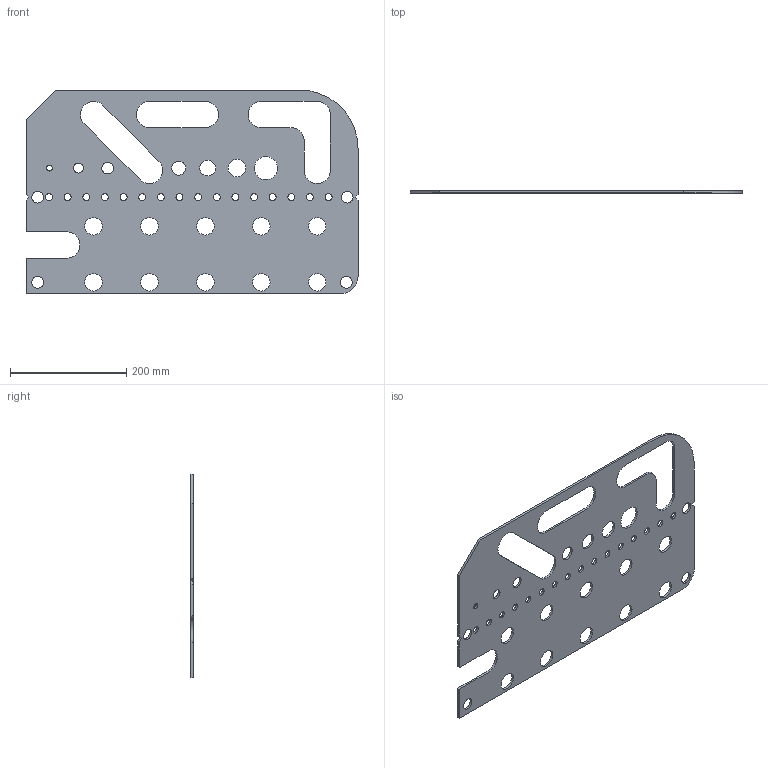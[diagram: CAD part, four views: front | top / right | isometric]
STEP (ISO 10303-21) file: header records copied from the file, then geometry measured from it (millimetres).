
FILE_DESCRIPTION (( 'STEP AP214' ), '1' );
FILE_NAME ('mft_template_V2.STEP', '2020-12-28T19:48:56', ( '' ), ( '' ), 'SwSTEP 2.0', 'SolidWorks 2020', '' );
FILE_SCHEMA (( 'AUTOMOTIVE_DESIGN' ));
Length unit declared in the file: millimetre
Products named in the file (1): mft_template_V2
Bounding box: 570 x 4 x 350 mm (x, y, z)
Volume: 617328.1 mm3; surface area: 330688 mm2
Topology: 1 solids, 1 shells, 110 faces, 324 edges, 216 vertices
Faces by surface type: cylinder 86, plane 24
Entity records: 3954 total; most frequent: DIRECTION 718, CARTESIAN_POINT 651, ORIENTED_EDGE 648, EDGE_CURVE 324, AXIS2_PLACEMENT_3D 283, VERTEX_POINT 216, EDGE_LOOP 190, CIRCLE 172
